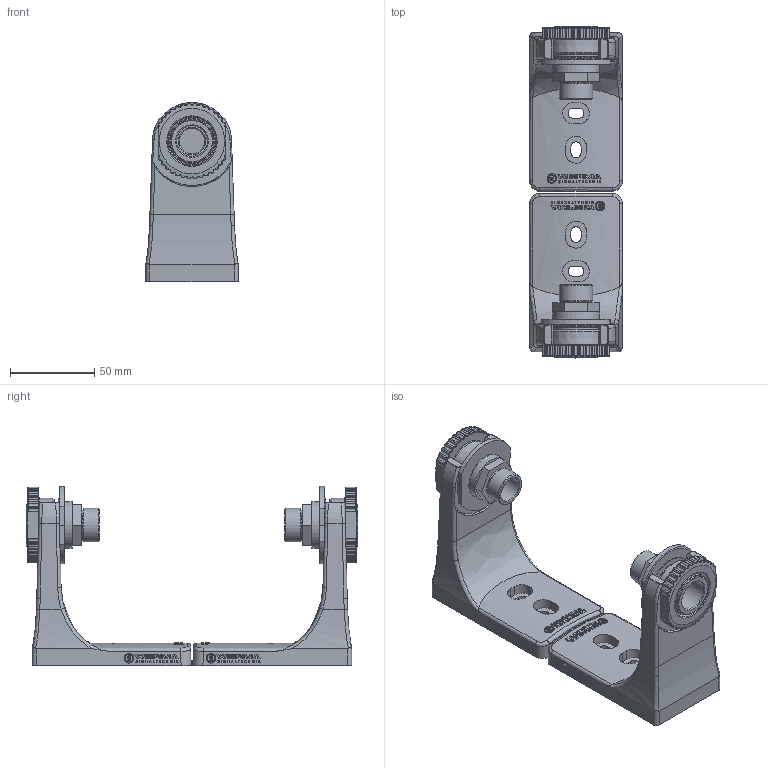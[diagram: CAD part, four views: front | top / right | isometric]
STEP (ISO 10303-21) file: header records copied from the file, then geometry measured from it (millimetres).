
FILE_DESCRIPTION(/* description */ ('Customer part'),/* implementation_level */ '2;1');
FILE_NAME(/* name */ '800000010442_PRT_000.step',/* time_stamp */ '2018-07-16T18:34:33+02:00',/* author */ ('IMPORT'),/* organization */ ('WERMA Signaltechnik GmbH+Co.KG'),/* preprocessor_version */ 'ST-DEVELOPER v17',/* originating_system */ 'Autodesk Inventor 2018',/* authorisation */ 'public');
FILE_SCHEMA (('AUTOMOTIVE_DESIGN { 1 0 10303 214 3 1 1 }'));
Products named in the file (1): 800000010442
Bounding box: 55.2 x 197.4 x 106.47 mm (x, y, z)
Volume: 278552.4 mm3; surface area: 68084.5 mm2
Topology: 2 solids, 2 shells, 2398 faces, 6150 edges, 3928 vertices
Faces by surface type: plane 1256, cylinder 596, torus 298, bspline 218, cone 30
Full cylindrical faces by diameter (mm): 15 x2, 17.8 x2, 18.4 x2, 19.8 x2, 24.8 x2, 25 x2, 26.8 x4, 27.8 x2, 29 x2
Entity records: 83821 total; most frequent: CARTESIAN_POINT 23374, ORIENTED_EDGE 12300, DIRECTION 11878, EDGE_CURVE 6150, AXIS2_PLACEMENT_3D 4219, VERTEX_POINT 3928, LINE 3440, VECTOR 3440
